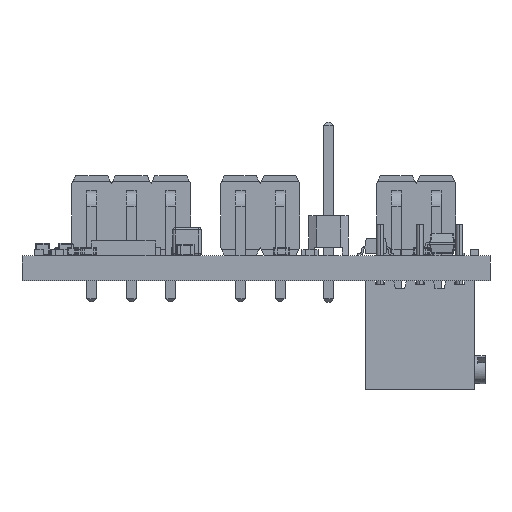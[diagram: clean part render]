
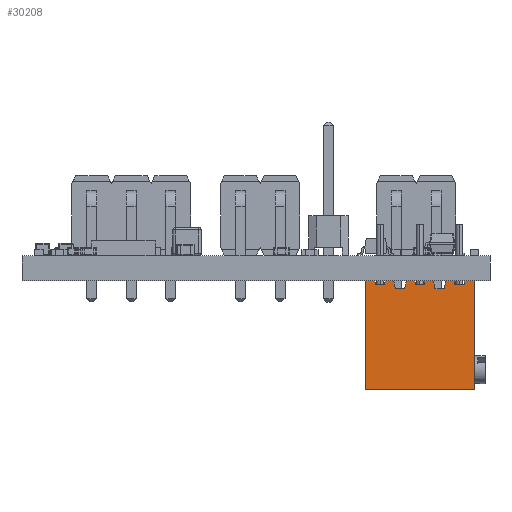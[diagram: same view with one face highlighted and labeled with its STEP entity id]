
A CAD part, left-side view. The second image highlights one B-rep face of the part: STEP entity #30208.
In plain terms, the highlighted free-form (B-spline) face has degree [1, 1] with [2, 2] control points.
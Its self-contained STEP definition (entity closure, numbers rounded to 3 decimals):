
#29563 = VERTEX_POINT('',#29564);
#29564 = CARTESIAN_POINT('',(2.24,2.5,0.25));
#29570 = EDGE_CURVE('',#29571,#29563,#29573,.T.);
#29571 = VERTEX_POINT('',#29572);
#29572 = CARTESIAN_POINT('',(2.84,2.5,0.25));
#29573 = LINE('',#29574,#29575);
#29574 = CARTESIAN_POINT('',(2.84,2.5,0.25));
#29575 = VECTOR('',#29576,1.);
#29576 = DIRECTION('',(-1.,0.,0.));
#29592 = EDGE_CURVE('',#29563,#29593,#29595,.T.);
#29593 = VERTEX_POINT('',#29594);
#29594 = CARTESIAN_POINT('',(2.24,2.5,0.));
#29595 = LINE('',#29596,#29597);
#29596 = CARTESIAN_POINT('',(2.24,2.5,0.25));
#29597 = VECTOR('',#29598,1.);
#29598 = DIRECTION('',(0.,0.,-1.));
#29632 = EDGE_CURVE('',#29633,#29571,#29635,.T.);
#29633 = VERTEX_POINT('',#29634);
#29634 = CARTESIAN_POINT('',(2.84,2.5,0.));
#29635 = LINE('',#29636,#29637);
#29636 = CARTESIAN_POINT('',(2.84,2.5,0.));
#29637 = VECTOR('',#29638,1.);
#29638 = DIRECTION('',(0.,0.,1.));
#29665 = VERTEX_POINT('',#29666);
#29666 = CARTESIAN_POINT('',(1.57,2.5,0.5));
#29672 = EDGE_CURVE('',#29673,#29665,#29675,.T.);
#29673 = VERTEX_POINT('',#29674);
#29674 = CARTESIAN_POINT('',(1.67,2.5,0.));
#29675 = LINE('',#29676,#29677);
#29676 = CARTESIAN_POINT('',(1.67,2.5,0.));
#29677 = VECTOR('',#29678,1.);
#29678 = DIRECTION('',(-0.196,0.,0.981));
#29694 = EDGE_CURVE('',#29665,#29695,#29697,.T.);
#29695 = VERTEX_POINT('',#29696);
#29696 = CARTESIAN_POINT('',(0.97,2.5,0.5));
#29697 = LINE('',#29698,#29699);
#29698 = CARTESIAN_POINT('',(1.57,2.5,0.5));
#29699 = VECTOR('',#29700,1.);
#29700 = DIRECTION('',(-1.,0.,0.));
#29725 = EDGE_CURVE('',#29695,#29726,#29728,.T.);
#29726 = VERTEX_POINT('',#29727);
#29727 = CARTESIAN_POINT('',(0.87,2.5,0.));
#29728 = LINE('',#29729,#29730);
#29729 = CARTESIAN_POINT('',(0.97,2.5,0.5));
#29730 = VECTOR('',#29731,1.);
#29731 = DIRECTION('',(-0.196,0.,-0.981));
#29767 = VERTEX_POINT('',#29768);
#29768 = CARTESIAN_POINT('',(-0.3,2.5,0.25));
#29774 = EDGE_CURVE('',#29775,#29767,#29777,.T.);
#29775 = VERTEX_POINT('',#29776);
#29776 = CARTESIAN_POINT('',(0.3,2.5,0.25));
#29777 = LINE('',#29778,#29779);
#29778 = CARTESIAN_POINT('',(0.3,2.5,0.25));
#29779 = VECTOR('',#29780,1.);
#29780 = DIRECTION('',(-1.,0.,0.));
#29796 = EDGE_CURVE('',#29767,#29797,#29799,.T.);
#29797 = VERTEX_POINT('',#29798);
#29798 = CARTESIAN_POINT('',(-0.3,2.5,0.));
#29799 = LINE('',#29800,#29801);
#29800 = CARTESIAN_POINT('',(-0.3,2.5,0.25));
#29801 = VECTOR('',#29802,1.);
#29802 = DIRECTION('',(0.,0.,-1.));
#29836 = EDGE_CURVE('',#29837,#29775,#29839,.T.);
#29837 = VERTEX_POINT('',#29838);
#29838 = CARTESIAN_POINT('',(0.3,2.5,0.));
#29839 = LINE('',#29840,#29841);
#29840 = CARTESIAN_POINT('',(0.3,2.5,0.));
#29841 = VECTOR('',#29842,1.);
#29842 = DIRECTION('',(0.,0.,1.));
#29869 = VERTEX_POINT('',#29870);
#29870 = CARTESIAN_POINT('',(-0.97,2.5,0.5));
#29876 = EDGE_CURVE('',#29877,#29869,#29879,.T.);
#29877 = VERTEX_POINT('',#29878);
#29878 = CARTESIAN_POINT('',(-0.87,2.5,0.));
#29879 = LINE('',#29880,#29881);
#29880 = CARTESIAN_POINT('',(-0.87,2.5,0.));
#29881 = VECTOR('',#29882,1.);
#29882 = DIRECTION('',(-0.196,0.,0.981));
#29898 = EDGE_CURVE('',#29869,#29899,#29901,.T.);
#29899 = VERTEX_POINT('',#29900);
#29900 = CARTESIAN_POINT('',(-1.57,2.5,0.5));
#29901 = LINE('',#29902,#29903);
#29902 = CARTESIAN_POINT('',(-0.97,2.5,0.5));
#29903 = VECTOR('',#29904,1.);
#29904 = DIRECTION('',(-1.,0.,0.));
#29929 = EDGE_CURVE('',#29899,#29930,#29932,.T.);
#29930 = VERTEX_POINT('',#29931);
#29931 = CARTESIAN_POINT('',(-1.67,2.5,0.));
#29932 = LINE('',#29933,#29934);
#29933 = CARTESIAN_POINT('',(-1.57,2.5,0.5));
#29934 = VECTOR('',#29935,1.);
#29935 = DIRECTION('',(-0.196,0.,-0.981));
#29971 = VERTEX_POINT('',#29972);
#29972 = CARTESIAN_POINT('',(-2.84,2.5,0.25));
#29978 = EDGE_CURVE('',#29979,#29971,#29981,.T.);
#29979 = VERTEX_POINT('',#29980);
#29980 = CARTESIAN_POINT('',(-2.24,2.5,0.25));
#29981 = LINE('',#29982,#29983);
#29982 = CARTESIAN_POINT('',(-2.24,2.5,0.25));
#29983 = VECTOR('',#29984,1.);
#29984 = DIRECTION('',(-1.,0.,0.));
#30000 = EDGE_CURVE('',#29971,#30001,#30003,.T.);
#30001 = VERTEX_POINT('',#30002);
#30002 = CARTESIAN_POINT('',(-2.84,2.5,0.));
#30003 = LINE('',#30004,#30005);
#30004 = CARTESIAN_POINT('',(-2.84,2.5,0.25));
#30005 = VECTOR('',#30006,1.);
#30006 = DIRECTION('',(0.,0.,-1.));
#30040 = EDGE_CURVE('',#30041,#29979,#30043,.T.);
#30041 = VERTEX_POINT('',#30042);
#30042 = CARTESIAN_POINT('',(-2.24,2.5,0.));
#30043 = LINE('',#30044,#30045);
#30044 = CARTESIAN_POINT('',(-2.24,2.5,0.));
#30045 = VECTOR('',#30046,1.);
#30046 = DIRECTION('',(0.,0.,1.));
#30062 = EDGE_CURVE('',#30001,#30063,#30065,.T.);
#30063 = VERTEX_POINT('',#30064);
#30064 = CARTESIAN_POINT('',(-3.5,2.5,0.));
#30065 = LINE('',#30066,#30067);
#30066 = CARTESIAN_POINT('',(-2.84,2.5,0.));
#30067 = VECTOR('',#30068,1.);
#30068 = DIRECTION('',(-1.,0.,0.));
#30093 = EDGE_CURVE('',#29930,#30041,#30094,.T.);
#30094 = LINE('',#30095,#30096);
#30095 = CARTESIAN_POINT('',(-1.67,2.5,0.));
#30096 = VECTOR('',#30097,1.);
#30097 = DIRECTION('',(-1.,0.,0.));
#30115 = EDGE_CURVE('',#29797,#29877,#30116,.T.);
#30116 = LINE('',#30117,#30118);
#30117 = CARTESIAN_POINT('',(-0.3,2.5,0.));
#30118 = VECTOR('',#30119,1.);
#30119 = DIRECTION('',(-1.,0.,0.));
#30137 = EDGE_CURVE('',#29726,#29837,#30138,.T.);
#30138 = LINE('',#30139,#30140);
#30139 = CARTESIAN_POINT('',(0.87,2.5,0.));
#30140 = VECTOR('',#30141,1.);
#30141 = DIRECTION('',(-1.,0.,0.));
#30159 = EDGE_CURVE('',#29593,#29673,#30160,.T.);
#30160 = LINE('',#30161,#30162);
#30161 = CARTESIAN_POINT('',(2.24,2.5,0.));
#30162 = VECTOR('',#30163,1.);
#30163 = DIRECTION('',(-1.,0.,0.));
#30190 = VERTEX_POINT('',#30191);
#30191 = CARTESIAN_POINT('',(3.5,2.5,0.));
#30197 = EDGE_CURVE('',#30190,#29633,#30198,.T.);
#30198 = LINE('',#30199,#30200);
#30199 = CARTESIAN_POINT('',(3.5,2.5,0.));
#30200 = VECTOR('',#30201,1.);
#30201 = DIRECTION('',(-1.,0.,0.));
#30208 = ADVANCED_FACE('',(#30209),#30254,.F.);
#30209 = FACE_BOUND('',#30210,.F.);
#30210 = EDGE_LOOP('',(#30211,#30212,#30220,#30228,#30234,#30235,#30236,
    #30237,#30238,#30239,#30240,#30241,#30242,#30243,#30244,#30245,
    #30246,#30247,#30248,#30249,#30250,#30251,#30252,#30253));
#30211 = ORIENTED_EDGE('',*,*,#30197,.F.);
#30212 = ORIENTED_EDGE('',*,*,#30213,.F.);
#30213 = EDGE_CURVE('',#30214,#30190,#30216,.T.);
#30214 = VERTEX_POINT('',#30215);
#30215 = CARTESIAN_POINT('',(3.5,2.5,7.));
#30216 = LINE('',#30217,#30218);
#30217 = CARTESIAN_POINT('',(3.5,2.5,7.));
#30218 = VECTOR('',#30219,1.);
#30219 = DIRECTION('',(0.,0.,-1.));
#30220 = ORIENTED_EDGE('',*,*,#30221,.F.);
#30221 = EDGE_CURVE('',#30222,#30214,#30224,.T.);
#30222 = VERTEX_POINT('',#30223);
#30223 = CARTESIAN_POINT('',(-3.5,2.5,7.));
#30224 = LINE('',#30225,#30226);
#30225 = CARTESIAN_POINT('',(-3.5,2.5,7.));
#30226 = VECTOR('',#30227,1.);
#30227 = DIRECTION('',(1.,0.,0.));
#30228 = ORIENTED_EDGE('',*,*,#30229,.T.);
#30229 = EDGE_CURVE('',#30222,#30063,#30230,.T.);
#30230 = LINE('',#30231,#30232);
#30231 = CARTESIAN_POINT('',(-3.5,2.5,7.));
#30232 = VECTOR('',#30233,1.);
#30233 = DIRECTION('',(0.,0.,-1.));
#30234 = ORIENTED_EDGE('',*,*,#30062,.F.);
#30235 = ORIENTED_EDGE('',*,*,#30000,.F.);
#30236 = ORIENTED_EDGE('',*,*,#29978,.F.);
#30237 = ORIENTED_EDGE('',*,*,#30040,.F.);
#30238 = ORIENTED_EDGE('',*,*,#30093,.F.);
#30239 = ORIENTED_EDGE('',*,*,#29929,.F.);
#30240 = ORIENTED_EDGE('',*,*,#29898,.F.);
#30241 = ORIENTED_EDGE('',*,*,#29876,.F.);
#30242 = ORIENTED_EDGE('',*,*,#30115,.F.);
#30243 = ORIENTED_EDGE('',*,*,#29796,.F.);
#30244 = ORIENTED_EDGE('',*,*,#29774,.F.);
#30245 = ORIENTED_EDGE('',*,*,#29836,.F.);
#30246 = ORIENTED_EDGE('',*,*,#30137,.F.);
#30247 = ORIENTED_EDGE('',*,*,#29725,.F.);
#30248 = ORIENTED_EDGE('',*,*,#29694,.F.);
#30249 = ORIENTED_EDGE('',*,*,#29672,.F.);
#30250 = ORIENTED_EDGE('',*,*,#30159,.F.);
#30251 = ORIENTED_EDGE('',*,*,#29592,.F.);
#30252 = ORIENTED_EDGE('',*,*,#29570,.F.);
#30253 = ORIENTED_EDGE('',*,*,#29632,.F.);
#30254 = B_SPLINE_SURFACE_WITH_KNOTS('',1,1,(
    (#30255,#30256)
    ,(#30257,#30258
  )),.UNSPECIFIED.,.F.,.F.,.F.,(2,2),(2,2),(0.,7.),(0.,7.),
  .PIECEWISE_BEZIER_KNOTS.);
#30255 = CARTESIAN_POINT('',(3.5,2.5,0.));
#30256 = CARTESIAN_POINT('',(-3.5,2.5,0.));
#30257 = CARTESIAN_POINT('',(3.5,2.5,7.));
#30258 = CARTESIAN_POINT('',(-3.5,2.5,7.));
